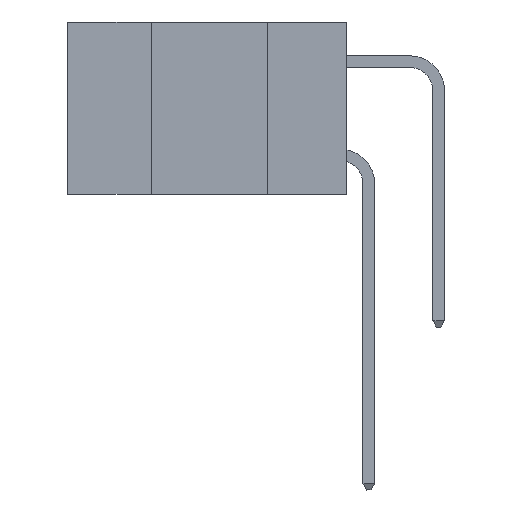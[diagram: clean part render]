
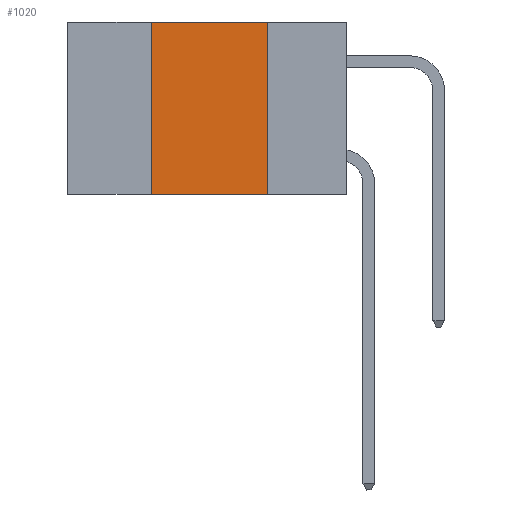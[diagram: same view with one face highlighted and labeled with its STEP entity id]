
A CAD part, left-side view. The second image highlights one B-rep face of the part: STEP entity #1020.
In plain terms, the highlighted planar face has unit normal (-1, 0, 0).
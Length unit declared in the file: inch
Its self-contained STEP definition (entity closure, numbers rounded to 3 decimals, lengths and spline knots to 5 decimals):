
#1020 = ADVANCED_FACE ( 'NONE', ( #8981 ), #15048, .F. ) ;
#1159 = CARTESIAN_POINT ( 'NONE',  ( 0., 0.42, 0. ) ) ;
#1444 = DIRECTION ( 'NONE',  ( 0., -1., 0. ) ) ;
#1593 = VERTEX_POINT ( 'NONE', #2095 ) ;
#1600 = DIRECTION ( 'NONE',  ( 0., 0., -1. ) ) ;
#2095 = CARTESIAN_POINT ( 'NONE',  ( 0., 0.42, 0. ) ) ;
#3001 = CARTESIAN_POINT ( 'NONE',  ( 0., 0.17, -0.37 ) ) ;
#3273 = DIRECTION ( 'NONE',  ( 1., 0., 0. ) ) ;
#3377 = VECTOR ( 'NONE', #6125, 39.37008 ) ;
#3379 = EDGE_CURVE ( 'NONE', #1593, #11680, #15399, .T. ) ;
#3530 = ORIENTED_EDGE ( 'NONE', *, *, #10564, .T. ) ;
#3885 = CARTESIAN_POINT ( 'NONE',  ( 0., 0.6, 0. ) ) ;
#5349 = LINE ( 'NONE', #8783, #13020 ) ;
#5904 = ORIENTED_EDGE ( 'NONE', *, *, #13443, .F. ) ;
#6125 = DIRECTION ( 'NONE',  ( 0., 0., 1. ) ) ;
#6353 = DIRECTION ( 'NONE',  ( 0., -1., 0. ) ) ;
#7570 = VECTOR ( 'NONE', #6353, 39.37008 ) ;
#8119 = EDGE_CURVE ( 'NONE', #11680, #11169, #14526, .T. ) ;
#8783 = CARTESIAN_POINT ( 'NONE',  ( 0., 0.6, -0.37 ) ) ;
#8858 = VERTEX_POINT ( 'NONE', #15266 ) ;
#8949 = CARTESIAN_POINT ( 'NONE',  ( 0., 0.17, 0. ) ) ;
#8981 = FACE_OUTER_BOUND ( 'NONE', #14835, .T. ) ;
#10259 = CARTESIAN_POINT ( 'NONE',  ( 0., 0.17, 0. ) ) ;
#10564 = EDGE_CURVE ( 'NONE', #8858, #11169, #5349, .T. ) ;
#11169 = VERTEX_POINT ( 'NONE', #3001 ) ;
#11680 = VERTEX_POINT ( 'NONE', #10259 ) ;
#11708 = ORIENTED_EDGE ( 'NONE', *, *, #8119, .F. ) ;
#11840 = CARTESIAN_POINT ( 'NONE',  ( 0., 0.6, 0. ) ) ;
#12171 = ORIENTED_EDGE ( 'NONE', *, *, #3379, .F. ) ;
#13020 = VECTOR ( 'NONE', #1444, 39.37008 ) ;
#13164 = AXIS2_PLACEMENT_3D ( 'NONE', #11840, #3273, #15336 ) ;
#13342 = LINE ( 'NONE', #1159, #3377 ) ;
#13443 = EDGE_CURVE ( 'NONE', #8858, #1593, #13342, .T. ) ;
#13953 = VECTOR ( 'NONE', #1600, 39.37008 ) ;
#14526 = LINE ( 'NONE', #8949, #13953 ) ;
#14835 = EDGE_LOOP ( 'NONE', ( #11708, #12171, #5904, #3530 ) ) ;
#15048 = PLANE ( 'NONE',  #13164 ) ;
#15266 = CARTESIAN_POINT ( 'NONE',  ( 0., 0.42, -0.37 ) ) ;
#15336 = DIRECTION ( 'NONE',  ( 0., 0., -1. ) ) ;
#15399 = LINE ( 'NONE', #3885, #7570 ) ;
